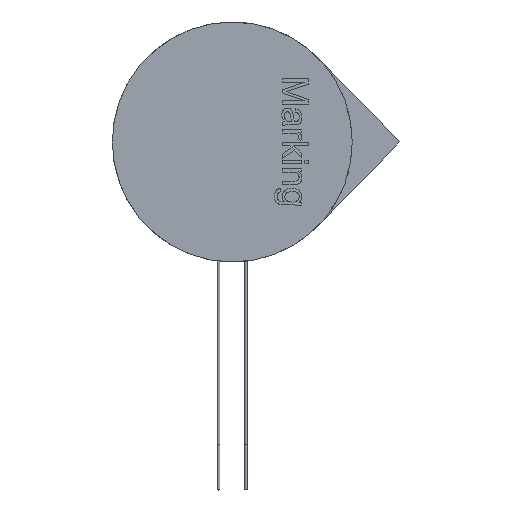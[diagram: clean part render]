
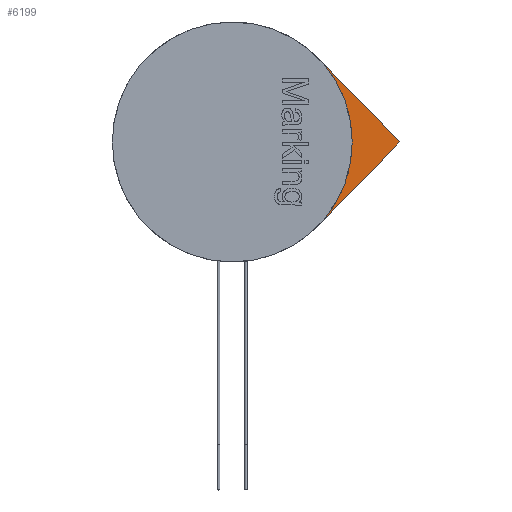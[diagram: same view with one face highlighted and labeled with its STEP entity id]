
A CAD part, top view. The second image highlights one B-rep face of the part: STEP entity #6199.
In plain terms, the highlighted planar face has unit normal (0, 0, 1).
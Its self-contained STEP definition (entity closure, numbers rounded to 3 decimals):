
#541=CIRCLE('',#6628,13.15);
#678=LINE('',#16817,#806);
#682=LINE('',#16825,#810);
#806=VECTOR('',#7559,1000.);
#810=VECTOR('',#7565,1000.);
#1696=ORIENTED_EDGE('',*,*,#2138,.F.);
#1697=ORIENTED_EDGE('',*,*,#2132,.F.);
#1698=ORIENTED_EDGE('',*,*,#2136,.F.);
#2132=EDGE_CURVE('',#2598,#2599,#678,.T.);
#2136=EDGE_CURVE('',#2601,#2598,#682,.T.);
#2138=EDGE_CURVE('',#2599,#2601,#541,.T.);
#2598=VERTEX_POINT('',#16816);
#2599=VERTEX_POINT('',#16818);
#2601=VERTEX_POINT('',#16824);
#3222=EDGE_LOOP('',(#1696,#1697,#1698));
#3856=FACE_BOUND('',#3222,.T.);
#3928=PLANE('',#6629);
#6199=ADVANCED_FACE('',(#3856),#3928,.F.);
#6628=AXIS2_PLACEMENT_3D('',#16828,#7570,#7571);
#6629=AXIS2_PLACEMENT_3D('',#16829,#7572,#7573);
#7559=DIRECTION('',(0.717,-0.697,0.));
#7565=DIRECTION('',(0.717,0.697,0.));
#7570=DIRECTION('',(0.,0.,-1.));
#7571=DIRECTION('',(0.,1.,0.));
#7572=DIRECTION('',(0.,0.,-1.));
#7573=DIRECTION('',(-1.,0.,0.));
#16816=CARTESIAN_POINT('',(0.,18.35,0.071));
#16817=CARTESIAN_POINT('',(0.,18.35,0.071));
#16818=CARTESIAN_POINT('',(9.172,9.424,0.071));
#16824=CARTESIAN_POINT('',(-9.172,9.424,0.071));
#16825=CARTESIAN_POINT('',(-9.172,9.424,0.071));
#16828=CARTESIAN_POINT('',(0.,0.,0.071));
#16829=CARTESIAN_POINT('',(0.,0.,0.071));
